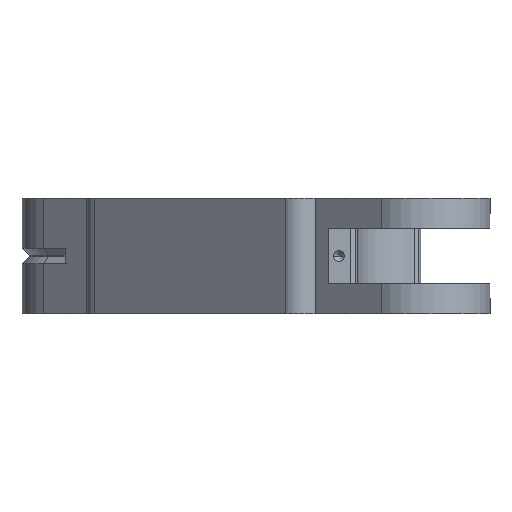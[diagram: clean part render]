
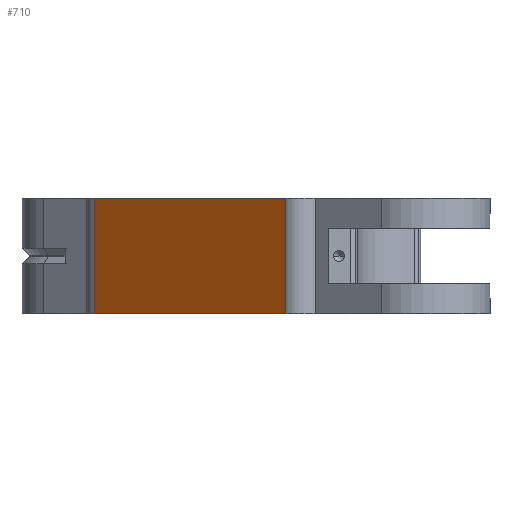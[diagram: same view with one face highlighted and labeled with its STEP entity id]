
A CAD part, left-side view. The second image highlights one B-rep face of the part: STEP entity #710.
In plain terms, the highlighted face is planar.
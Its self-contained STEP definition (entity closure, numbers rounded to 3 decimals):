
#612 = ORIENTED_EDGE ( 'NONE', *, *, #5031, .T. ) ;
#686 = CARTESIAN_POINT ( 'NONE',  ( -49.445, 11.95, -11.95 ) ) ;
#710 = ADVANCED_FACE ( 'NONE', ( #4038 ), #1205, .T. ) ;
#1113 = VECTOR ( 'NONE', #4619, 1000. ) ;
#1205 = PLANE ( 'NONE',  #3221 ) ;
#1219 = CARTESIAN_POINT ( 'NONE',  ( -49.445, 11.95, -11.95 ) ) ;
#1255 = EDGE_CURVE ( 'NONE', #2970, #3813, #5765, .T. ) ;
#1473 = EDGE_CURVE ( 'NONE', #3813, #1805, #6091, .T. ) ;
#1536 = CARTESIAN_POINT ( 'NONE',  ( -8., 11.95, -11.95 ) ) ;
#1584 = ORIENTED_EDGE ( 'NONE', *, *, #4818, .F. ) ;
#1678 = DIRECTION ( 'NONE',  ( 0., 1., 0. ) ) ;
#1805 = VERTEX_POINT ( 'NONE', #3145 ) ;
#1882 = VECTOR ( 'NONE', #5360, 1000. ) ;
#2114 = LINE ( 'NONE', #1219, #1113 ) ;
#2418 = VECTOR ( 'NONE', #4325, 1000. ) ;
#2771 = CARTESIAN_POINT ( 'NONE',  ( -49.445, 11.95, -47.39 ) ) ;
#2821 = EDGE_LOOP ( 'NONE', ( #1584, #612, #5806, #5776 ) ) ;
#2970 = VERTEX_POINT ( 'NONE', #4347 ) ;
#3145 = CARTESIAN_POINT ( 'NONE',  ( 8., 11.95, -11.95 ) ) ;
#3221 = AXIS2_PLACEMENT_3D ( 'NONE', #686, #1678, #5045 ) ;
#3382 = LINE ( 'NONE', #1536, #1882 ) ;
#3813 = VERTEX_POINT ( 'NONE', #5507 ) ;
#4038 = FACE_OUTER_BOUND ( 'NONE', #2821, .T. ) ;
#4325 = DIRECTION ( 'NONE',  ( 0., 0., 1. ) ) ;
#4347 = CARTESIAN_POINT ( 'NONE',  ( -8., 11.95, -47.39 ) ) ;
#4619 = DIRECTION ( 'NONE',  ( 1., 0., 0. ) ) ;
#4731 = VECTOR ( 'NONE', #5945, 1000. ) ;
#4818 = EDGE_CURVE ( 'NONE', #6053, #2970, #3382, .T. ) ;
#5031 = EDGE_CURVE ( 'NONE', #6053, #1805, #2114, .T. ) ;
#5045 = DIRECTION ( 'NONE',  ( 0., 0., 1. ) ) ;
#5360 = DIRECTION ( 'NONE',  ( 0., 0., -1. ) ) ;
#5507 = CARTESIAN_POINT ( 'NONE',  ( 8., 11.95, -47.39 ) ) ;
#5745 = CARTESIAN_POINT ( 'NONE',  ( -8., 11.95, -11.95 ) ) ;
#5765 = LINE ( 'NONE', #2771, #4731 ) ;
#5776 = ORIENTED_EDGE ( 'NONE', *, *, #1255, .F. ) ;
#5806 = ORIENTED_EDGE ( 'NONE', *, *, #1473, .F. ) ;
#5945 = DIRECTION ( 'NONE',  ( 1., 0., 0. ) ) ;
#6053 = VERTEX_POINT ( 'NONE', #5745 ) ;
#6063 = CARTESIAN_POINT ( 'NONE',  ( 8., 11.95, -11.95 ) ) ;
#6091 = LINE ( 'NONE', #6063, #2418 ) ;
